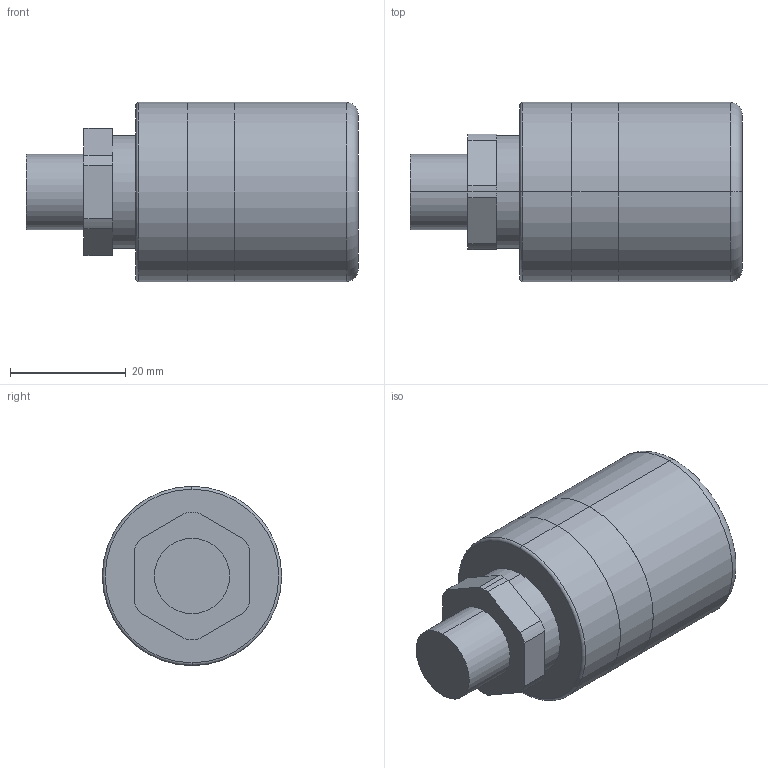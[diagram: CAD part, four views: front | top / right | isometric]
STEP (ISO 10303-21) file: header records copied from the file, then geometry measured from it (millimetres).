
FILE_DESCRIPTION (( 'STEP AP214' ), '1' );
FILE_NAME ('ASG06.1151.STEP', '2018-09-11T11:29:29', ( '' ), ( '' ), 'SwSTEP 2.0', 'SolidWorks 2018', '' );
FILE_SCHEMA (( 'AUTOMOTIVE_DESIGN' ));
Length unit declared in the file: millimetre
Products named in the file (1): ASG06.1151
Bounding box: 57.4 x 31 x 31 mm (x, y, z)
Volume: 30959 mm3; surface area: 6997.8 mm2
Topology: 1 solids, 1 shells, 37 faces, 83 edges, 54 vertices
Faces by surface type: cylinder 19, plane 14, torus 4
Entity records: 1261 total; most frequent: DIRECTION 205, CARTESIAN_POINT 175, ORIENTED_EDGE 166, AXIS2_PLACEMENT_3D 84, EDGE_CURVE 83, VERTEX_POINT 54, CIRCLE 46, EDGE_LOOP 43
